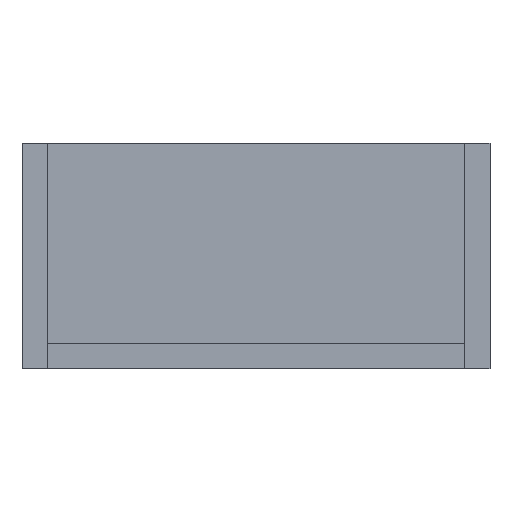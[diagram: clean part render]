
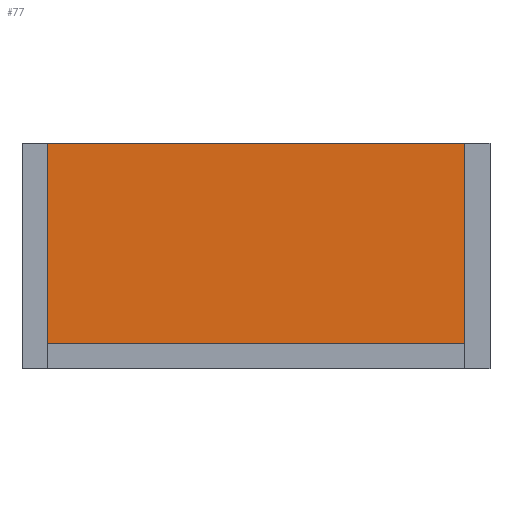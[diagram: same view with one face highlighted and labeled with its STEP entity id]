
A CAD part, top view. The second image highlights one B-rep face of the part: STEP entity #77.
In plain terms, the highlighted free-form (B-spline) face has degree [3, 3] with [4, 4] control points.
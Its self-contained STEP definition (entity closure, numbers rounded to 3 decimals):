
#22 = VERTEX_POINT('',#23);
#23 = CARTESIAN_POINT('',(-250000.,120000.,0.));
#48 = VERTEX_POINT('',#49);
#49 = CARTESIAN_POINT('',(-250000.,-120000.,0.));
#55 = EDGE_CURVE('',#22,#48,#56,.T.);
#56 = LINE('',#57,#58);
#57 = CARTESIAN_POINT('',(-250000.,120000.,0.));
#58 = VECTOR('',#59,1.);
#59 = DIRECTION('',(0.,-1.,0.));
#77 = ADVANCED_FACE('',(#78),#103,.F.);
#78 = FACE_BOUND('',#79,.F.);
#79 = EDGE_LOOP('',(#80,#88,#89,#97));
#80 = ORIENTED_EDGE('',*,*,#81,.T.);
#81 = EDGE_CURVE('',#82,#22,#84,.T.);
#82 = VERTEX_POINT('',#83);
#83 = CARTESIAN_POINT('',(250000.,120000.,0.));
#84 = LINE('',#85,#86);
#85 = CARTESIAN_POINT('',(250000.,120000.,0.));
#86 = VECTOR('',#87,1.);
#87 = DIRECTION('',(-1.,0.,0.));
#88 = ORIENTED_EDGE('',*,*,#55,.T.);
#89 = ORIENTED_EDGE('',*,*,#90,.T.);
#90 = EDGE_CURVE('',#48,#91,#93,.T.);
#91 = VERTEX_POINT('',#92);
#92 = CARTESIAN_POINT('',(250000.,-120000.,0.));
#93 = LINE('',#94,#95);
#94 = CARTESIAN_POINT('',(-250000.,-120000.,0.));
#95 = VECTOR('',#96,1.);
#96 = DIRECTION('',(1.,0.,0.));
#97 = ORIENTED_EDGE('',*,*,#98,.F.);
#98 = EDGE_CURVE('',#82,#91,#99,.T.);
#99 = LINE('',#100,#101);
#100 = CARTESIAN_POINT('',(250000.,120000.,0.));
#101 = VECTOR('',#102,1.);
#102 = DIRECTION('',(0.,-1.,0.));
#103 = B_SPLINE_SURFACE_WITH_KNOTS('',3,3,(
    (#104,#105,#106,#107)
    ,(#108,#109,#110,#111)
    ,(#112,#113,#114,#115)
    ,(#116,#117,#118,#119
    )),.UNSPECIFIED.,.F.,.F.,.F.,(4,4),(4,4),(-275000.,275000.),(
    -132000.,132000.),.PIECEWISE_BEZIER_KNOTS.);
#104 = CARTESIAN_POINT('',(-275000.,-132000.,0.));
#105 = CARTESIAN_POINT('',(-275000.,-44000.,0.));
#106 = CARTESIAN_POINT('',(-275000.,44000.,0.));
#107 = CARTESIAN_POINT('',(-275000.,132000.,0.));
#108 = CARTESIAN_POINT('',(-91666.667,-132000.,0.));
#109 = CARTESIAN_POINT('',(-91666.667,-44000.,0.));
#110 = CARTESIAN_POINT('',(-91666.667,44000.,0.));
#111 = CARTESIAN_POINT('',(-91666.667,132000.,0.));
#112 = CARTESIAN_POINT('',(91666.667,-132000.,0.));
#113 = CARTESIAN_POINT('',(91666.667,-44000.,0.));
#114 = CARTESIAN_POINT('',(91666.667,44000.,0.));
#115 = CARTESIAN_POINT('',(91666.667,132000.,0.));
#116 = CARTESIAN_POINT('',(275000.,-132000.,0.));
#117 = CARTESIAN_POINT('',(275000.,-44000.,0.));
#118 = CARTESIAN_POINT('',(275000.,44000.,0.));
#119 = CARTESIAN_POINT('',(275000.,132000.,0.));
